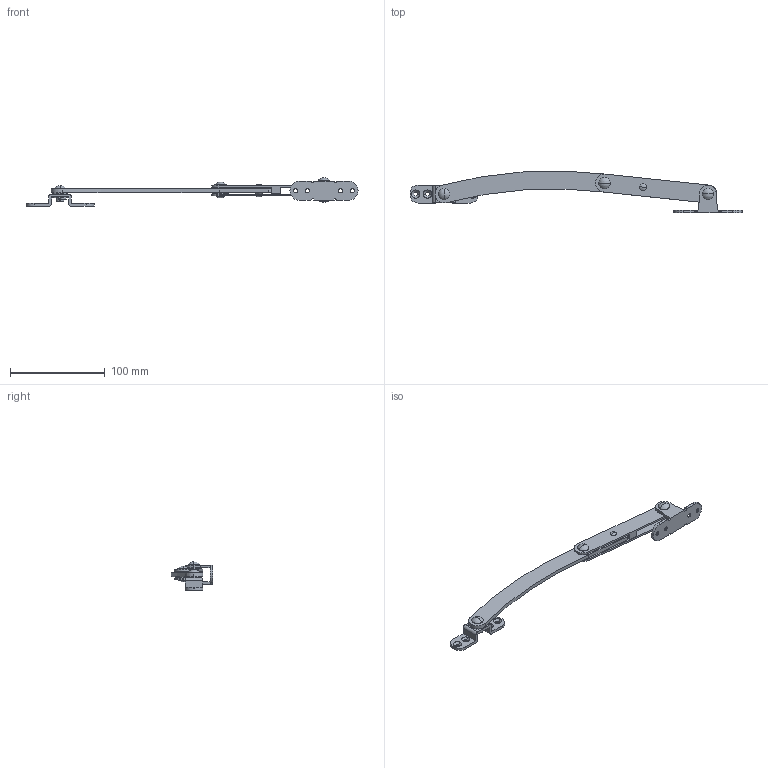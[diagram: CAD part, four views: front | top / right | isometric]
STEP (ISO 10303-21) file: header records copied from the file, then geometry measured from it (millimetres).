
FILE_DESCRIPTION (( 'STEP AP203' ), '1' );
FILE_NAME ('B-1025-2A.STEP', '2018-08-30T02:19:01', ( '' ), ( '' ), 'SwSTEP 2.0', 'SolidWorks 2014', '' );
FILE_SCHEMA (( 'CONFIG_CONTROL_DESIGN' ));
Length unit declared in the file: millimetre
Products named in the file (13): B-1025-2A軸_; B-1025-2A; B-1025-2A傾乕儉B_; B-1025-2A受座A_; B-1025-2Aカラー_; B-1025-2A_割りピン　呼び2_L=12片方曲げ; B-1025-2A傾乕儉A_; B-1025-2A儕儀僢僩B_; B-1025-2A受座B_; B-1025-2A儕儀僢僩A_; B-1025-2A僗僥儞儗僗媴_; B-1025-2A傾乕儉C_; B-1025-2A座金_
Assembly tree (17 placements, depth 2):
  B-1025-2A
    B-1025-2A傾乕儉A_
    B-1025-2A傾乕儉B_
    B-1025-2A傾乕儉C_
    B-1025-2A受座A_
    B-1025-2A受座B_
    B-1025-2A軸_
    B-1025-2A儕儀僢僩A_
    B-1025-2A儕儀僢僩B_
    B-1025-2Aカラー_
    B-1025-2A僗僥儞儗僗媴_
    B-1025-2A座金_  x6
    B-1025-2A_割りピン　呼び2_L=12片方曲げ
Bounding box: 351 x 44.23 x 30.25 mm (x, y, z)
Volume: 41842.4 mm3; surface area: 35970.2 mm2
Topology: 17 solids, 17 shells, 260 faces, 630 edges, 409 vertices
Faces by surface type: cylinder 126, plane 84, sphere 20, cone 16, torus 14
Entity records: 8710 total; most frequent: CARTESIAN_POINT 1421, DIRECTION 1323, ORIENTED_EDGE 1130, EDGE_CURVE 565, AXIS2_PLACEMENT_3D 528, VERTEX_POINT 366, EDGE_LOOP 279, CIRCLE 278
